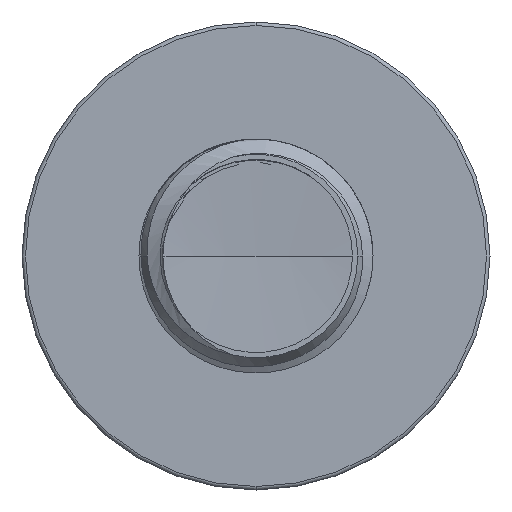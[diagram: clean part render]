
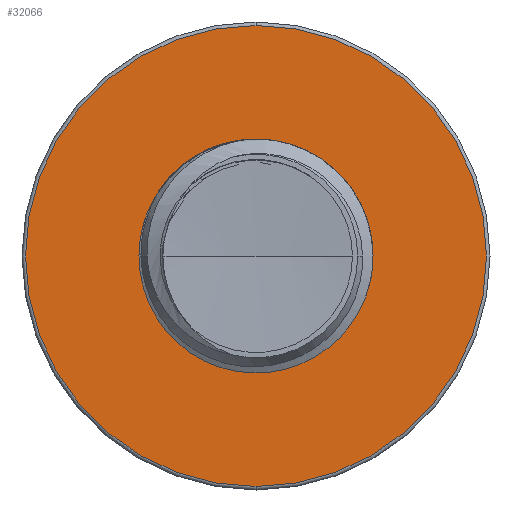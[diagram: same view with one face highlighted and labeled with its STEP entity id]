
A CAD part, front view. The second image highlights one B-rep face of the part: STEP entity #32066.
In plain terms, the highlighted planar face has unit normal (0, -1, 0).
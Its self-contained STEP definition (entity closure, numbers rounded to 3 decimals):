
#277 = EDGE_LOOP ( 'NONE', ( #45085, #47383 ) ) ;
#997 = CARTESIAN_POINT ( 'NONE',  ( 0., 25., 2.923 ) ) ;
#2689 = ORIENTED_EDGE ( 'NONE', *, *, #36437, .T. ) ;
#2950 = AXIS2_PLACEMENT_3D ( 'NONE', #15261, #15136, #15075 ) ;
#3063 = DIRECTION ( 'NONE',  ( 0., 0., -1. ) ) ;
#3116 = DIRECTION ( 'NONE',  ( 0., -1., 0. ) ) ;
#3173 = CARTESIAN_POINT ( 'NONE',  ( 0., 25., 0. ) ) ;
#5627 = DIRECTION ( 'NONE',  ( 0., 0., -1. ) ) ;
#5750 = DIRECTION ( 'NONE',  ( 0., -1., 0. ) ) ;
#5793 = CARTESIAN_POINT ( 'NONE',  ( 0., 25., 0. ) ) ;
#7549 = AXIS2_PLACEMENT_3D ( 'NONE', #3173, #3116, #3063 ) ;
#10620 = EDGE_LOOP ( 'NONE', ( #39117, #2689 ) ) ;
#12018 = VERTEX_POINT ( 'NONE', #32386 ) ;
#13387 = CIRCLE ( 'NONE', #7549, 5.91 ) ;
#14827 = VERTEX_POINT ( 'NONE', #46684 ) ;
#14948 = CIRCLE ( 'NONE', #2950, 5.91 ) ;
#15075 = DIRECTION ( 'NONE',  ( 0., 0., -1. ) ) ;
#15136 = DIRECTION ( 'NONE',  ( 0., -1., 0. ) ) ;
#15261 = CARTESIAN_POINT ( 'NONE',  ( 0., 25., 0. ) ) ;
#18829 = FACE_BOUND ( 'NONE', #277, .T. ) ;
#19083 = AXIS2_PLACEMENT_3D ( 'NONE', #44834, #44783, #44779 ) ;
#22599 = VERTEX_POINT ( 'NONE', #997 ) ;
#24672 = CIRCLE ( 'NONE', #27390, 2.923 ) ;
#27312 = EDGE_CURVE ( 'NONE', #37723, #14827, #14948, .T. ) ;
#27390 = AXIS2_PLACEMENT_3D ( 'NONE', #38771, #38718, #38714 ) ;
#31164 = EDGE_CURVE ( 'NONE', #22599, #12018, #49379, .T. ) ;
#32066 = ADVANCED_FACE ( 'NONE', ( #38039, #18829 ), #44867, .T. ) ;
#32386 = CARTESIAN_POINT ( 'NONE',  ( 0., 25., -2.923 ) ) ;
#32693 = EDGE_CURVE ( 'NONE', #12018, #22599, #24672, .T. ) ;
#36437 = EDGE_CURVE ( 'NONE', #14827, #37723, #13387, .T. ) ;
#37723 = VERTEX_POINT ( 'NONE', #43853 ) ;
#38039 = FACE_OUTER_BOUND ( 'NONE', #10620, .T. ) ;
#38714 = DIRECTION ( 'NONE',  ( 0., 0., -1. ) ) ;
#38718 = DIRECTION ( 'NONE',  ( 0., -1., 0. ) ) ;
#38771 = CARTESIAN_POINT ( 'NONE',  ( 0., 25., 0. ) ) ;
#39117 = ORIENTED_EDGE ( 'NONE', *, *, #27312, .T. ) ;
#39159 = AXIS2_PLACEMENT_3D ( 'NONE', #5793, #5750, #5627 ) ;
#43853 = CARTESIAN_POINT ( 'NONE',  ( 0., 25., -5.91 ) ) ;
#44779 = DIRECTION ( 'NONE',  ( 0., 0., -1. ) ) ;
#44783 = DIRECTION ( 'NONE',  ( 0., -1., 0. ) ) ;
#44834 = CARTESIAN_POINT ( 'NONE',  ( 0., 25., 2.923 ) ) ;
#44867 = PLANE ( 'NONE',  #19083 ) ;
#45085 = ORIENTED_EDGE ( 'NONE', *, *, #32693, .F. ) ;
#46684 = CARTESIAN_POINT ( 'NONE',  ( 0., 25., 5.91 ) ) ;
#47383 = ORIENTED_EDGE ( 'NONE', *, *, #31164, .F. ) ;
#49379 = CIRCLE ( 'NONE', #39159, 2.923 ) ;
